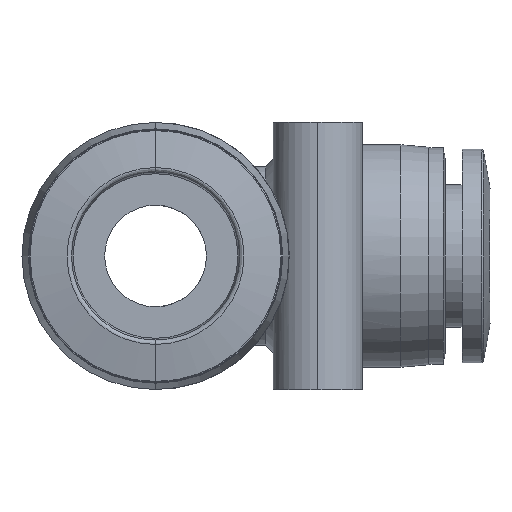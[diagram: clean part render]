
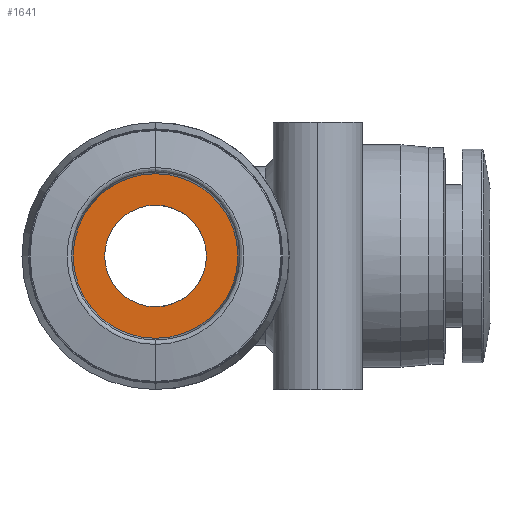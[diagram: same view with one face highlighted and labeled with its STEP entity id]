
A CAD part, left-side view. The second image highlights one B-rep face of the part: STEP entity #1641.
In plain terms, the highlighted planar face has unit normal (-1, 0, 0).
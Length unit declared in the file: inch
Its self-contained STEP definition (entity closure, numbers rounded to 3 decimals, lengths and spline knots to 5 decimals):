
#112 = ORIENTED_EDGE ( 'NONE', *, *, #739, .F. ) ;
#688 = CIRCLE ( 'NONE', #2337, 0.25492 ) ;
#694 = FACE_OUTER_BOUND ( 'NONE', #4180, .T. ) ;
#710 = DIRECTION ( 'NONE',  ( 1., 0., 0. ) ) ;
#739 = EDGE_CURVE ( 'NONE', #1150, #3517, #688, .T. ) ;
#796 = DIRECTION ( 'NONE',  ( 1., 0., 0. ) ) ;
#1149 = FACE_BOUND ( 'NONE', #4358, .T. ) ;
#1150 = VERTEX_POINT ( 'NONE', #1862 ) ;
#1437 = EDGE_CURVE ( 'NONE', #3517, #1150, #2522, .T. ) ;
#1641 = ADVANCED_FACE ( 'NONE', ( #1149, #694 ), #5183, .F. ) ;
#1688 = DIRECTION ( 'NONE',  ( 1., 0., 0. ) ) ;
#1751 = CARTESIAN_POINT ( 'NONE',  ( -0.24213, 0., -0.25492 ) ) ;
#1862 = CARTESIAN_POINT ( 'NONE',  ( -0.24213, 0., 0.25492 ) ) ;
#2086 = CIRCLE ( 'NONE', #4616, 0.15748 ) ;
#2337 = AXIS2_PLACEMENT_3D ( 'NONE', #3355, #3320, #3304 ) ;
#2345 = DIRECTION ( 'NONE',  ( 1., 0., 0. ) ) ;
#2405 = AXIS2_PLACEMENT_3D ( 'NONE', #4760, #2345, #5135 ) ;
#2409 = AXIS2_PLACEMENT_3D ( 'NONE', #3181, #796, #3586 ) ;
#2471 = ORIENTED_EDGE ( 'NONE', *, *, #3753, .T. ) ;
#2522 = CIRCLE ( 'NONE', #3012, 0.25492 ) ;
#2600 = CIRCLE ( 'NONE', #2405, 0.15748 ) ;
#3012 = AXIS2_PLACEMENT_3D ( 'NONE', #3095, #710, #3491 ) ;
#3095 = CARTESIAN_POINT ( 'NONE',  ( -0.24213, 0., 0. ) ) ;
#3181 = CARTESIAN_POINT ( 'NONE',  ( -0.24213, 0.2062, 0. ) ) ;
#3304 = DIRECTION ( 'NONE',  ( 0., 0., 1. ) ) ;
#3320 = DIRECTION ( 'NONE',  ( 1., 0., 0. ) ) ;
#3355 = CARTESIAN_POINT ( 'NONE',  ( -0.24213, 0., 0. ) ) ;
#3491 = DIRECTION ( 'NONE',  ( 0., 0., 1. ) ) ;
#3517 = VERTEX_POINT ( 'NONE', #1751 ) ;
#3586 = DIRECTION ( 'NONE',  ( 0., 0., -1. ) ) ;
#3753 = EDGE_CURVE ( 'NONE', #4141, #4158, #2086, .T. ) ;
#3922 = ORIENTED_EDGE ( 'NONE', *, *, #1437, .F. ) ;
#3968 = ORIENTED_EDGE ( 'NONE', *, *, #4939, .T. ) ;
#3973 = CARTESIAN_POINT ( 'NONE',  ( -0.24213, 0., 0.15748 ) ) ;
#4083 = CARTESIAN_POINT ( 'NONE',  ( -0.24213, 0., 0. ) ) ;
#4141 = VERTEX_POINT ( 'NONE', #4771 ) ;
#4158 = VERTEX_POINT ( 'NONE', #3973 ) ;
#4180 = EDGE_LOOP ( 'NONE', ( #112, #3922 ) ) ;
#4358 = EDGE_LOOP ( 'NONE', ( #3968, #2471 ) ) ;
#4515 = DIRECTION ( 'NONE',  ( 0., 0., 1. ) ) ;
#4616 = AXIS2_PLACEMENT_3D ( 'NONE', #4083, #1688, #4515 ) ;
#4760 = CARTESIAN_POINT ( 'NONE',  ( -0.24213, 0., 0. ) ) ;
#4771 = CARTESIAN_POINT ( 'NONE',  ( -0.24213, 0., -0.15748 ) ) ;
#4939 = EDGE_CURVE ( 'NONE', #4158, #4141, #2600, .T. ) ;
#5135 = DIRECTION ( 'NONE',  ( 0., 0., 1. ) ) ;
#5183 = PLANE ( 'NONE',  #2409 ) ;
